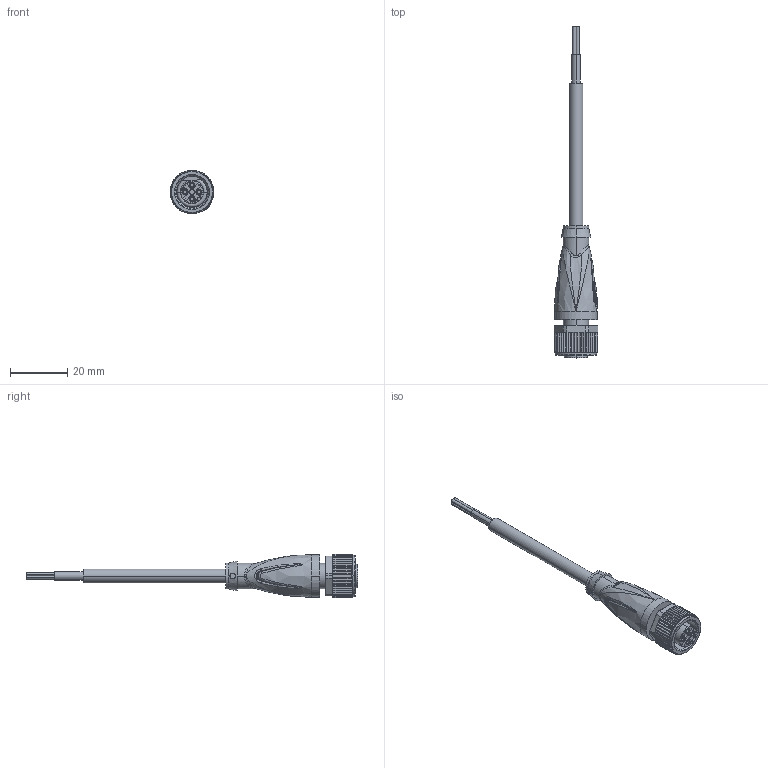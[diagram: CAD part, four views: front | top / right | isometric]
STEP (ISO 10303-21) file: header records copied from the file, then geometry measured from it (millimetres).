
FILE_DESCRIPTION(('STEP AP214'),'1');
FILE_NAME('cctmp_C0850E10-B122-4EC6-9F0C-063207719A55_2022_04_27_10_57_03_0091..stp','2022-04-27T08:57:08',('KiM GmbH'),('CADClick - www.CADClick.com'),'Spatial InterOp 3D postprocessed',' ','unknown authorization');
FILE_SCHEMA(('AUTOMOTIVE_DESIGN'));
Length unit declared in the file: millimetre
Products named in the file (7): T193626_1; Connection2; Cable; Connection1; Connection1_2; Connection1_1; T193626
Assembly tree (6 placements, depth 4):
  T193626
    T193626_1
      Connection2
      Cable
      Connection1
        Connection1_2
        Connection1_1
Bounding box: 15.4 x 116.4 x 15.37 mm (x, y, z)
Volume: 6730.5 mm3; surface area: 5172.6 mm2
Topology: 9 solids, 29 shells, 1074 faces, 2734 edges, 1721 vertices
Faces by surface type: plane 504, cylinder 226, torus 167, bspline 113, cone 64
Entity records: 52358 total; most frequent: CARTESIAN_POINT 23474, ORIENTED_EDGE 5404, DIRECTION 5191, EDGE_CURVE 2724, AXIS2_PLACEMENT_3D 1911, VERTEX_POINT 1721, LINE 1369, VECTOR 1369
